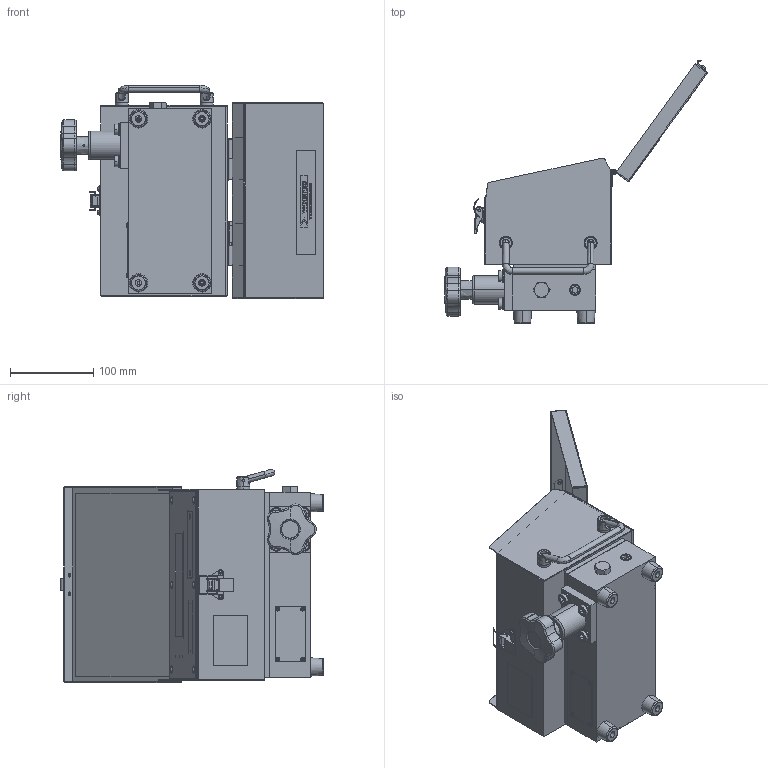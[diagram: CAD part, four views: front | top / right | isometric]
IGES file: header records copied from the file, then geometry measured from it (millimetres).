
Start section: SolidWorks IGES file using analytic representation for surfaces
Global section: file name: Lorena'FT10865-UP.IGS; native system: SolidWorks 2016; preprocessor: SolidWorks 2016; author: lpn; date: 181114.160845; units: millimetre
Bounding box: 315.12 x 315.92 x 255.56 mm (x, y, z)
Surface area: 526273.5 mm2 (no closed solid volume)
Topology: 0 solids, 0 shells, 806 faces, 15975 edges, 15963 vertices
Faces by surface type: bspline 495, revolution 311
